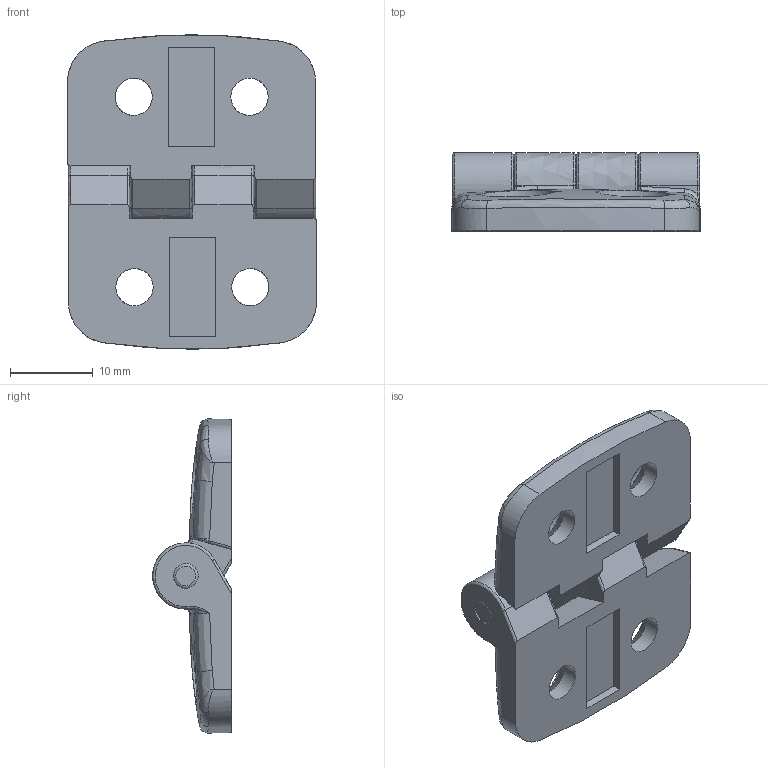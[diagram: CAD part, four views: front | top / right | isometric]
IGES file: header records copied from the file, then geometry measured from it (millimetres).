
Global section: file name: 612020.1; native system: Autodesk Inventor 2016; preprocessor: unknown; date: 20180811.111331; units: millimetre
Bounding box: 30.1 x 9.5 x 38 mm (x, y, z)
Volume: 4880 mm3; surface area: 4086.2 mm2
Topology: 3 solids, 3 shells, 145 faces, 395 edges, 252 vertices
Faces by surface type: bspline 145
